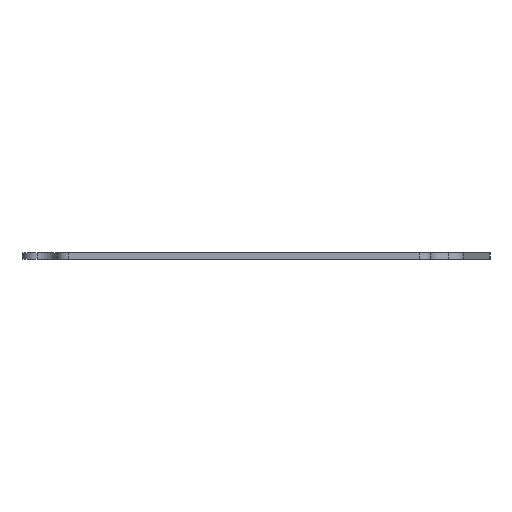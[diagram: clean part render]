
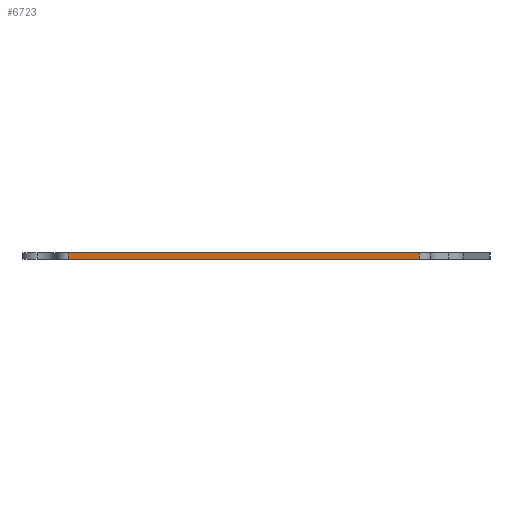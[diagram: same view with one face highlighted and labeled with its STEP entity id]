
A CAD part, left-side view. The second image highlights one B-rep face of the part: STEP entity #6723.
In plain terms, the highlighted planar face has unit normal (-1, 0, 0).
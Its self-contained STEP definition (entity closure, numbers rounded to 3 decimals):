
#313=FACE_OUTER_BOUND('',#741,.T.);
#741=EDGE_LOOP('',(#5289,#5290,#5291,#5292));
#1049=LINE('',#9787,#1731);
#1232=LINE('',#10526,#1914);
#1426=LINE('',#11232,#2108);
#1427=LINE('',#11233,#2109);
#1731=VECTOR('',#7737,10.);
#1914=VECTOR('',#8284,10.);
#2108=VECTOR('',#8864,10.);
#2109=VECTOR('',#8865,10.);
#2756=VERTEX_POINT('',#9784);
#2757=VERTEX_POINT('',#9786);
#3122=VERTEX_POINT('',#10523);
#3123=VERTEX_POINT('',#10525);
#3440=EDGE_CURVE('',#2756,#2757,#1049,.T.);
#3806=EDGE_CURVE('',#3123,#3122,#1232,.T.);
#4158=EDGE_CURVE('',#3122,#2757,#1426,.T.);
#4159=EDGE_CURVE('',#3123,#2756,#1427,.T.);
#5289=ORIENTED_EDGE('',*,*,#3806,.T.);
#5290=ORIENTED_EDGE('',*,*,#4158,.T.);
#5291=ORIENTED_EDGE('',*,*,#3440,.F.);
#5292=ORIENTED_EDGE('',*,*,#4159,.F.);
#6531=PLANE('',#7421);
#6723=ADVANCED_FACE('',(#313),#6531,.T.);
#7421=AXIS2_PLACEMENT_3D('',#11231,#8862,#8863);
#7737=DIRECTION('',(0.,-1.,0.));
#8284=DIRECTION('',(0.,-1.,0.));
#8862=DIRECTION('center_axis',(-1.,0.,0.));
#8863=DIRECTION('ref_axis',(0.,-1.,0.));
#8864=DIRECTION('',(0.,0.,1.));
#8865=DIRECTION('',(0.,0.,1.));
#9784=CARTESIAN_POINT('',(-114.3,92.75,6.6));
#9786=CARTESIAN_POINT('',(-114.3,16.787,6.6));
#9787=CARTESIAN_POINT('',(-114.3,92.75,6.6));
#10523=CARTESIAN_POINT('',(-114.3,16.787,5.1));
#10525=CARTESIAN_POINT('',(-114.3,92.75,5.1));
#10526=CARTESIAN_POINT('',(-114.3,70.562,5.1));
#11231=CARTESIAN_POINT('Origin',(-114.3,92.75,5.1));
#11232=CARTESIAN_POINT('',(-114.3,16.787,5.1));
#11233=CARTESIAN_POINT('',(-114.3,92.75,5.1));
